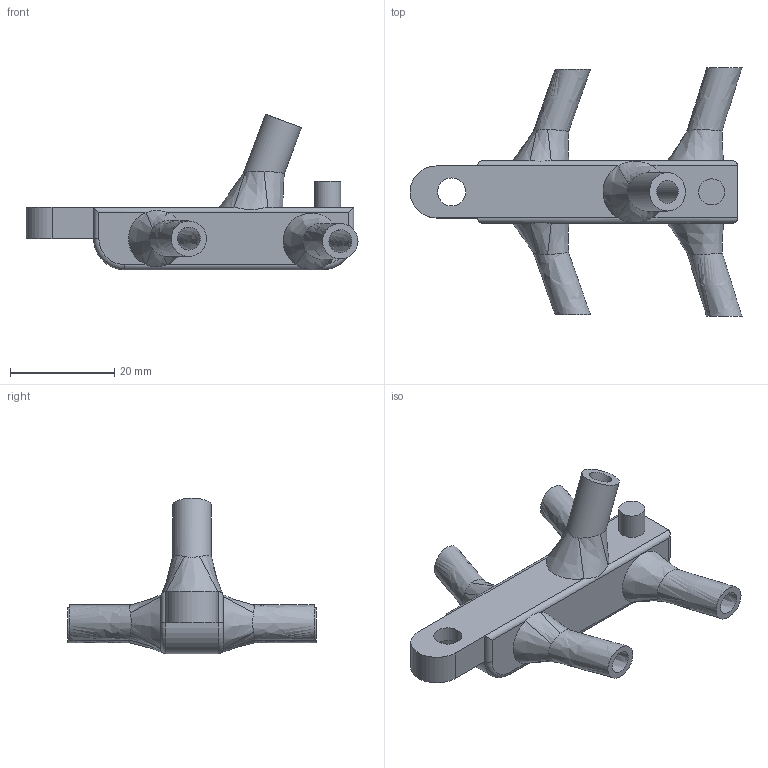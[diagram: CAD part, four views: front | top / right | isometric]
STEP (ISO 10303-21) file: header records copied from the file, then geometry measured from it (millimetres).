
FILE_DESCRIPTION(/* description */ (''),/* implementation_level */ '2;1');
FILE_NAME(/* name */ 'Front_connector_conv_empen.step',/* time_stamp */ '2021-05-27T19:24:19+02:00',/* author */ (''),/* organization */ (''),/* preprocessor_version */ 'ST-DEVELOPER v18.1',/* originating_system */ 'Autodesk Translation Framework v10.9.0.1377',/* authorisation */ '');
FILE_SCHEMA (('AUTOMOTIVE_DESIGN { 1 0 10303 214 3 1 1 }'));
Length unit declared in the file: millimetre
Products named in the file (1): FusionComponent
Bounding box: 63.83 x 47.74 x 29.93 mm (x, y, z)
Volume: 9799.7 mm3; surface area: 6570 mm2
Topology: 1 solids, 1 shells, 70 faces, 168 edges, 103 vertices
Faces by surface type: bspline 26, plane 25, cylinder 15, torus 4
Full cylindrical faces by diameter (mm): 4.4 x1, 5 x1, 5.4 x1, 7.4 x1
Entity records: 2894 total; most frequent: CARTESIAN_POINT 1388, ORIENTED_EDGE 336, DIRECTION 245, EDGE_CURVE 168, VERTEX_POINT 103, AXIS2_PLACEMENT_3D 86, EDGE_LOOP 79, LINE 73
